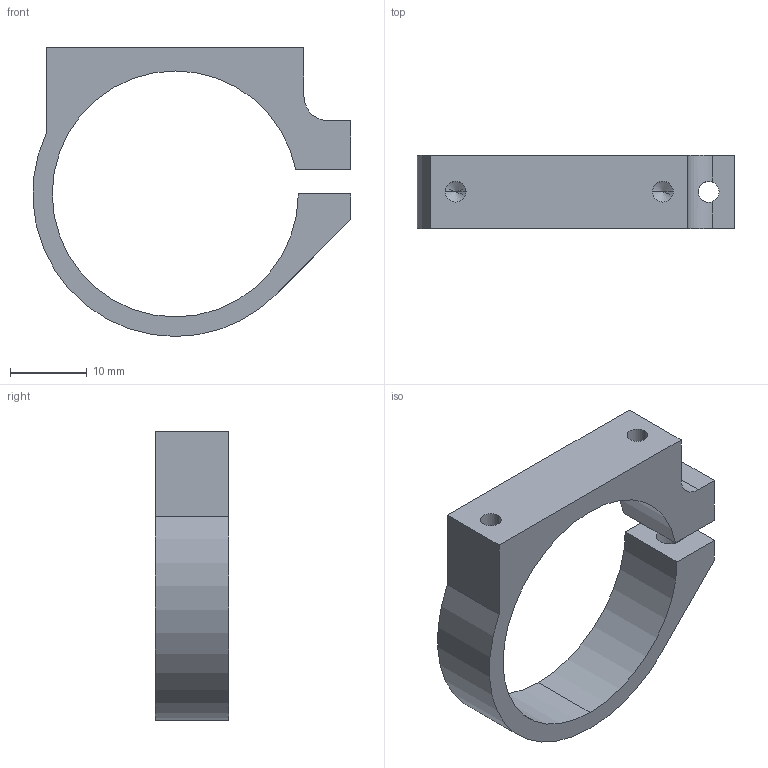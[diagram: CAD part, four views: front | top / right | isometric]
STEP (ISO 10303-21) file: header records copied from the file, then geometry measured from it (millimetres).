
FILE_DESCRIPTION (( 'STEP AP203' ), '1' );
FILE_NAME ('555176.STEP', '2014-07-11T19:39:52', ( 'Kyle' ), ( 'Microsoft' ), 'SwSTEP 2.0', 'SolidWorks 2014', '' );
FILE_SCHEMA (( 'CONFIG_CONTROL_DESIGN' ));
Length unit declared in the file: inch
Products named in the file (1): 555176
Bounding box: 41.37 x 9.53 x 37.59 mm (x, y, z)
Volume: 4047.5 mm3; surface area: 3479.8 mm2
Topology: 1 solids, 1 shells, 33 faces, 90 edges, 56 vertices
Faces by surface type: cylinder 15, plane 14, cone 4
Entity records: 1124 total; most frequent: CARTESIAN_POINT 203, DIRECTION 180, ORIENTED_EDGE 172, EDGE_CURVE 86, AXIS2_PLACEMENT_3D 63, VERTEX_POINT 56, LINE 54, VECTOR 54
